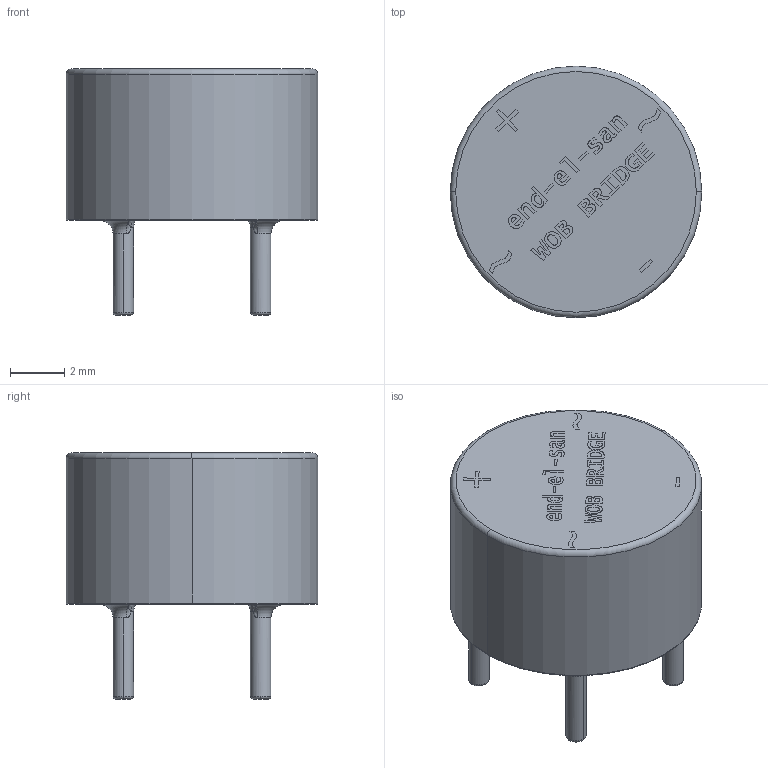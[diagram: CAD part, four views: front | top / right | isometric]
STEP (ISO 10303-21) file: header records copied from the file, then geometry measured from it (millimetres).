
FILE_DESCRIPTION(('FreeCAD Model'),'2;1');
FILE_NAME('User Library-WOB-1.step', '2018-07-10T20:38:37',('kicad StepUp'),('ksu MCAD'), 'Open CASCADE STEP processor 6.8','FreeCAD','Unknown');
FILE_SCHEMA(('AUTOMOTIVE_DESIGN_CC2 { 1 2 10303 214 -1 1 5 4 }'));
Length unit declared in the file: millimetre
Products named in the file (1): User_Library-WOB-1
Bounding box: 9.3 x 9.3 x 9.1 mm (x, y, z)
Volume: 373.4 mm3; surface area: 331.5 mm2
Topology: 1 solids, 1 shells, 109 faces, 454 edges, 374 vertices
Faces by surface type: plane 41, torus 34, bspline 24, cylinder 10
Entity records: 7903 total; most frequent: CARTESIAN_POINT 3604, ORIENTED_EDGE 892, DIRECTION 535, EDGE_CURVE 446, VERTEX_POINT 374, AXIS2_PLACEMENT_3D 185, B_SPLINE_CURVE_WITH_KNOTS 174, LINE 165
